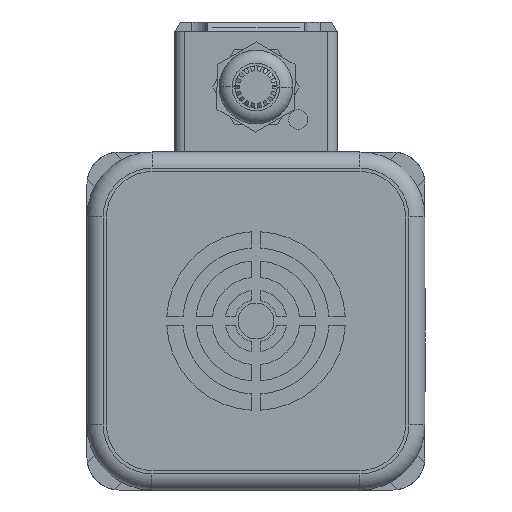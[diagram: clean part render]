
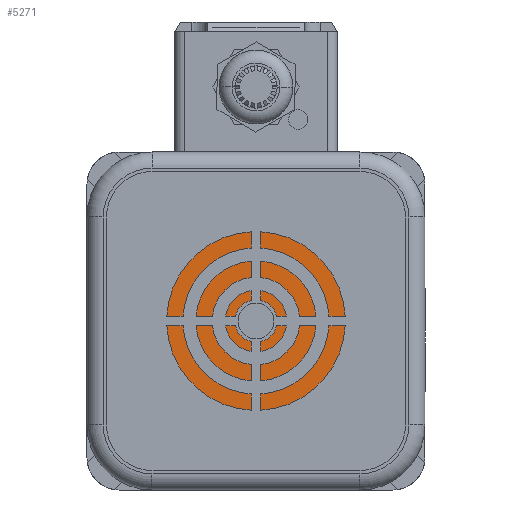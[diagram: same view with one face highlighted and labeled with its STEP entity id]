
A CAD part, front view. The second image highlights one B-rep face of the part: STEP entity #5271.
In plain terms, the highlighted planar face has unit normal (0, -1, 0).
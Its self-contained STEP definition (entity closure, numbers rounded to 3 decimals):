
#337 = DIRECTION ( 'NONE',  ( 0., 1., 0. ) ) ;
#495 = CARTESIAN_POINT ( 'NONE',  ( 0., 0., 6. ) ) ;
#2350 = AXIS2_PLACEMENT_3D ( 'NONE', #14941, #6644, #21269 ) ;
#2493 = PLANE ( 'NONE',  #2350 ) ;
#2997 = VERTEX_POINT ( 'NONE', #11371 ) ;
#3367 = CIRCLE ( 'NONE', #25300, 46.5 ) ;
#3980 = EDGE_CURVE ( 'NONE', #20247, #2997, #22407, .T. ) ;
#4046 = ORIENTED_EDGE ( 'NONE', *, *, #26155, .T. ) ;
#4098 = DIRECTION ( 'NONE',  ( 0., -1., 0. ) ) ;
#5059 = DIRECTION ( 'NONE',  ( 0., 1., 0. ) ) ;
#5145 = CARTESIAN_POINT ( 'NONE',  ( 0., 0., 0. ) ) ;
#5271 = ADVANCED_FACE ( 'NONE', ( #8104, #13641 ), #2493, .F. ) ;
#5910 = AXIS2_PLACEMENT_3D ( 'NONE', #17541, #5059, #19650 ) ;
#6064 = CIRCLE ( 'NONE', #5910, 6. ) ;
#6644 = DIRECTION ( 'NONE',  ( 0., 1., 0. ) ) ;
#6748 = CIRCLE ( 'NONE', #17194, 6. ) ;
#7006 = EDGE_CURVE ( 'NONE', #23076, #18589, #6064, .T. ) ;
#7225 = DIRECTION ( 'NONE',  ( 0., 0., 1. ) ) ;
#7797 = ORIENTED_EDGE ( 'NONE', *, *, #7006, .T. ) ;
#8104 = FACE_BOUND ( 'NONE', #9409, .T. ) ;
#9409 = EDGE_LOOP ( 'NONE', ( #15141, #7797 ) ) ;
#11371 = CARTESIAN_POINT ( 'NONE',  ( 0., 0., 46.5 ) ) ;
#12757 = CARTESIAN_POINT ( 'NONE',  ( 0., 0., 0. ) ) ;
#12766 = CARTESIAN_POINT ( 'NONE',  ( 0., 0., -6. ) ) ;
#13641 = FACE_OUTER_BOUND ( 'NONE', #24155, .T. ) ;
#14883 = DIRECTION ( 'NONE',  ( 0., 0., 1. ) ) ;
#14941 = CARTESIAN_POINT ( 'NONE',  ( 0., 0., 0. ) ) ;
#15141 = ORIENTED_EDGE ( 'NONE', *, *, #16119, .T. ) ;
#16119 = EDGE_CURVE ( 'NONE', #18589, #23076, #6748, .T. ) ;
#16591 = CARTESIAN_POINT ( 'NONE',  ( 0., 0., 0. ) ) ;
#17194 = AXIS2_PLACEMENT_3D ( 'NONE', #12757, #337, #14883 ) ;
#17541 = CARTESIAN_POINT ( 'NONE',  ( 0., 0., 0. ) ) ;
#18589 = VERTEX_POINT ( 'NONE', #495 ) ;
#18693 = DIRECTION ( 'NONE',  ( 0., 0., 1. ) ) ;
#19289 = AXIS2_PLACEMENT_3D ( 'NONE', #5145, #19724, #7225 ) ;
#19650 = DIRECTION ( 'NONE',  ( 0., 0., 1. ) ) ;
#19724 = DIRECTION ( 'NONE',  ( 0., -1., 0. ) ) ;
#20247 = VERTEX_POINT ( 'NONE', #25421 ) ;
#21269 = DIRECTION ( 'NONE',  ( 0., 0., 1. ) ) ;
#22407 = CIRCLE ( 'NONE', #19289, 46.5 ) ;
#23076 = VERTEX_POINT ( 'NONE', #12766 ) ;
#23839 = ORIENTED_EDGE ( 'NONE', *, *, #3980, .T. ) ;
#24155 = EDGE_LOOP ( 'NONE', ( #4046, #23839 ) ) ;
#25300 = AXIS2_PLACEMENT_3D ( 'NONE', #16591, #4098, #18693 ) ;
#25421 = CARTESIAN_POINT ( 'NONE',  ( 0., 0., -46.5 ) ) ;
#26155 = EDGE_CURVE ( 'NONE', #2997, #20247, #3367, .T. ) ;
